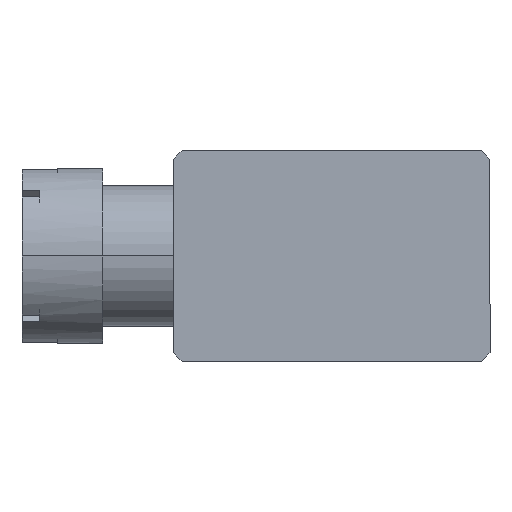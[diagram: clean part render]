
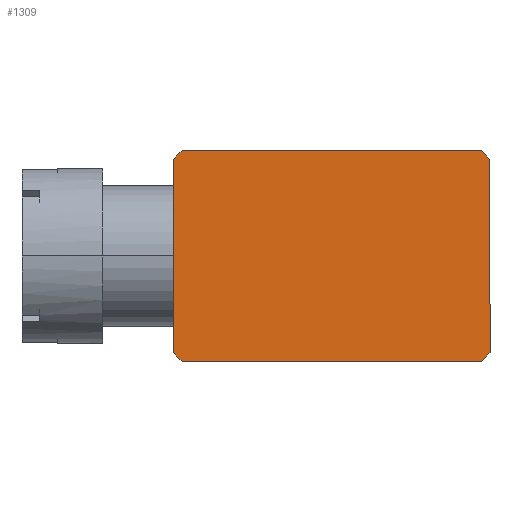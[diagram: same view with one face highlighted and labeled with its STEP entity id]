
A CAD part, left-side view. The second image highlights one B-rep face of the part: STEP entity #1309.
In plain terms, the highlighted face is planar.
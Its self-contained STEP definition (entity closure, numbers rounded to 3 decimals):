
#3 = VERTEX_POINT ( 'NONE', #2171 ) ;
#82 = EDGE_CURVE ( 'NONE', #2991, #102, #1322, .T. ) ;
#94 = DIRECTION ( 'NONE',  ( 0.707, -0.707, 0. ) ) ;
#102 = VERTEX_POINT ( 'NONE', #4756 ) ;
#104 = CARTESIAN_POINT ( 'NONE',  ( -2.875, -4.375, 38.5 ) ) ;
#286 = EDGE_CURVE ( 'NONE', #1177, #1409, #1163, .T. ) ;
#339 = CARTESIAN_POINT ( 'NONE',  ( 3., 4.5, 38.5 ) ) ;
#356 = EDGE_CURVE ( 'NONE', #2835, #631, #1071, .T. ) ;
#357 = CARTESIAN_POINT ( 'NONE',  ( -0.125, -7.375, 38.5 ) ) ;
#423 = EDGE_CURVE ( 'NONE', #1629, #3, #1000, .T. ) ;
#451 = EDGE_CURVE ( 'NONE', #1409, #1629, #990, .T. ) ;
#453 = EDGE_CURVE ( 'NONE', #3, #2835, #940, .T. ) ;
#460 = EDGE_CURVE ( 'NONE', #631, #2991, #915, .T. ) ;
#462 = EDGE_CURVE ( 'NONE', #102, #1177, #922, .T. ) ;
#551 = DIRECTION ( 'NONE',  ( -0.707, 0.707, 0. ) ) ;
#614 = CARTESIAN_POINT ( 'NONE',  ( -3., -4.5, 38.5 ) ) ;
#615 = DIRECTION ( 'NONE',  ( 0., 1., 0. ) ) ;
#631 = VERTEX_POINT ( 'NONE', #951 ) ;
#821 = FACE_OUTER_BOUND ( 'NONE', #2167, .T. ) ;
#856 = DIRECTION ( 'NONE',  ( -0.707, -0.707, 0. ) ) ;
#908 = VECTOR ( 'NONE', #551, 1000. ) ;
#915 = LINE ( 'NONE', #1670, #908 ) ;
#922 = LINE ( 'NONE', #2590, #952 ) ;
#927 = VECTOR ( 'NONE', #1938, 1000. ) ;
#936 = VECTOR ( 'NONE', #94, 1000. ) ;
#940 = LINE ( 'NONE', #357, #927 ) ;
#951 = CARTESIAN_POINT ( 'NONE',  ( 3., 4.25, 38.5 ) ) ;
#952 = VECTOR ( 'NONE', #856, 1000. ) ;
#990 = LINE ( 'NONE', #104, #936 ) ;
#992 = VECTOR ( 'NONE', #1836, 1000. ) ;
#1000 = LINE ( 'NONE', #614, #992 ) ;
#1064 = VECTOR ( 'NONE', #615, 1000. ) ;
#1071 = LINE ( 'NONE', #339, #1064 ) ;
#1163 = LINE ( 'NONE', #4765, #4452 ) ;
#1177 = VERTEX_POINT ( 'NONE', #4494 ) ;
#1300 = VECTOR ( 'NONE', #4736, 1000. ) ;
#1309 = ADVANCED_FACE ( 'NONE', ( #821 ), #4513, .T. ) ;
#1322 = LINE ( 'NONE', #4755, #1300 ) ;
#1409 = VERTEX_POINT ( 'NONE', #3534 ) ;
#1474 = ORIENTED_EDGE ( 'NONE', *, *, #286, .T. ) ;
#1494 = ORIENTED_EDGE ( 'NONE', *, *, #451, .T. ) ;
#1502 = ORIENTED_EDGE ( 'NONE', *, *, #423, .T. ) ;
#1510 = ORIENTED_EDGE ( 'NONE', *, *, #453, .T. ) ;
#1523 = ORIENTED_EDGE ( 'NONE', *, *, #356, .T. ) ;
#1527 = ORIENTED_EDGE ( 'NONE', *, *, #460, .T. ) ;
#1541 = ORIENTED_EDGE ( 'NONE', *, *, #82, .T. ) ;
#1544 = ORIENTED_EDGE ( 'NONE', *, *, #462, .T. ) ;
#1629 = VERTEX_POINT ( 'NONE', #2569 ) ;
#1670 = CARTESIAN_POINT ( 'NONE',  ( 4.375, 2.875, 38.5 ) ) ;
#1769 = DIRECTION ( 'NONE',  ( 0., -1., 0. ) ) ;
#1836 = DIRECTION ( 'NONE',  ( 1., 0., 0. ) ) ;
#1906 = AXIS2_PLACEMENT_3D ( 'NONE', #3967, #3906, #3899 ) ;
#1938 = DIRECTION ( 'NONE',  ( 0.707, 0.707, 0. ) ) ;
#2167 = EDGE_LOOP ( 'NONE', ( #1474, #1494, #1502, #1510, #1523, #1527, #1541, #1544 ) ) ;
#2171 = CARTESIAN_POINT ( 'NONE',  ( 2.75, -4.5, 38.5 ) ) ;
#2569 = CARTESIAN_POINT ( 'NONE',  ( -2.75, -4.5, 38.5 ) ) ;
#2590 = CARTESIAN_POINT ( 'NONE',  ( -7.375, -0.125, 38.5 ) ) ;
#2772 = CARTESIAN_POINT ( 'NONE',  ( 2.75, 4.5, 38.5 ) ) ;
#2835 = VERTEX_POINT ( 'NONE', #3459 ) ;
#2991 = VERTEX_POINT ( 'NONE', #2772 ) ;
#3459 = CARTESIAN_POINT ( 'NONE',  ( 3., -4.25, 38.5 ) ) ;
#3534 = CARTESIAN_POINT ( 'NONE',  ( -3., -4.25, 38.5 ) ) ;
#3899 = DIRECTION ( 'NONE',  ( 1., 0., 0. ) ) ;
#3906 = DIRECTION ( 'NONE',  ( 0., 0., 1. ) ) ;
#3967 = CARTESIAN_POINT ( 'NONE',  ( -3., -4.5, 38.5 ) ) ;
#4452 = VECTOR ( 'NONE', #1769, 1000. ) ;
#4494 = CARTESIAN_POINT ( 'NONE',  ( -3., 4.25, 38.5 ) ) ;
#4513 = PLANE ( 'NONE',  #1906 ) ;
#4736 = DIRECTION ( 'NONE',  ( -1., 0., 0. ) ) ;
#4755 = CARTESIAN_POINT ( 'NONE',  ( -3., 4.5, 38.5 ) ) ;
#4756 = CARTESIAN_POINT ( 'NONE',  ( -2.75, 4.5, 38.5 ) ) ;
#4765 = CARTESIAN_POINT ( 'NONE',  ( -3., 4.5, 38.5 ) ) ;
